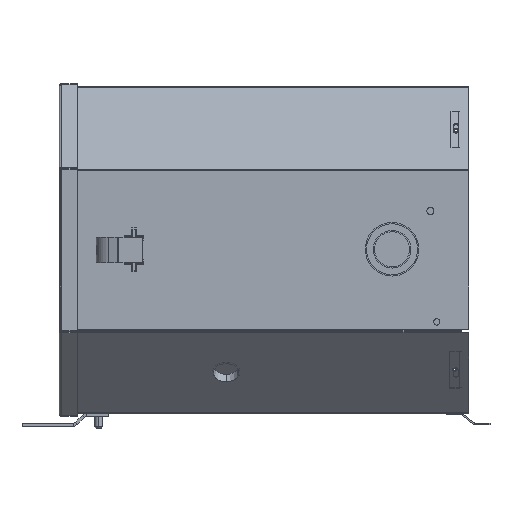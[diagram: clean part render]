
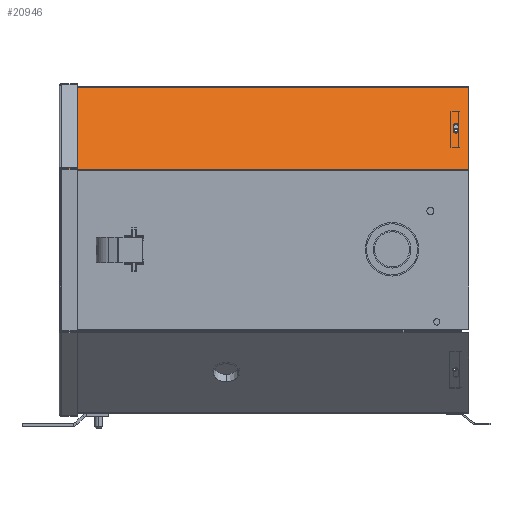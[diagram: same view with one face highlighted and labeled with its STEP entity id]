
A CAD part, left-side view. The second image highlights one B-rep face of the part: STEP entity #20946.
In plain terms, the highlighted planar face has unit normal (-0.707, 0, 0.707).
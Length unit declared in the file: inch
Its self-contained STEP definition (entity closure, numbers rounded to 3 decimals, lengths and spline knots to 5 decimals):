
#764 = CARTESIAN_POINT ( 'NONE',  ( -5.20526, -7.5, -1.44975 ) ) ;
#831 = CARTESIAN_POINT ( 'NONE',  ( -5.27155, -7.59375, -1.51604 ) ) ;
#1084 = CARTESIAN_POINT ( 'NONE',  ( -5.49252, -7.59375, -1.73701 ) ) ;
#1293 = CARTESIAN_POINT ( 'NONE',  ( -3.78416, -8., -0.02864 ) ) ;
#1307 = CARTESIAN_POINT ( 'NONE',  ( -6.97992, 8., -3.22441 ) ) ;
#1589 = CARTESIAN_POINT ( 'NONE',  ( -5.27155, -7.40625, -1.51604 ) ) ;
#1681 = CARTESIAN_POINT ( 'NONE',  ( -3.78416, 8., -0.02864 ) ) ;
#5361 = VERTEX_POINT ( 'NONE', #764 ) ;
#6039 = VERTEX_POINT ( 'NONE', #1681 ) ;
#6362 = VERTEX_POINT ( 'NONE', #1589 ) ;
#7172 = CIRCLE ( 'NONE', #21535, 0.09375 ) ;
#7383 = DIRECTION ( 'NONE',  ( -0.707, 0., 0.707 ) ) ;
#7385 = CARTESIAN_POINT ( 'NONE',  ( -1.88811, 0., 1.8674 ) ) ;
#7389 = PLANE ( 'NONE',  #7690 ) ;
#7393 = DIRECTION ( 'NONE',  ( 0.707, 0., 0.707 ) ) ;
#7690 = AXIS2_PLACEMENT_3D ( 'NONE', #7385, #7383, #7393 ) ;
#8032 = LINE ( 'NONE', #19797, #8035 ) ;
#8035 = VECTOR ( 'NONE', #19786, 39.37008 ) ;
#8036 = LINE ( 'NONE', #19806, #8041 ) ;
#8041 = VECTOR ( 'NONE', #19808, 39.37008 ) ;
#8045 = LINE ( 'NONE', #19826, #8071 ) ;
#8048 = LINE ( 'NONE', #19813, #8052 ) ;
#8052 = VECTOR ( 'NONE', #19814, 39.37008 ) ;
#8065 = CIRCLE ( 'NONE', #21601, 0.09375 ) ;
#8068 = LINE ( 'NONE', #19832, #8075 ) ;
#8069 = CIRCLE ( 'NONE', #21602, 0.09375 ) ;
#8071 = VECTOR ( 'NONE', #19811, 39.37008 ) ;
#8072 = LINE ( 'NONE', #19830, #8078 ) ;
#8075 = VECTOR ( 'NONE', #19825, 39.37008 ) ;
#8078 = VECTOR ( 'NONE', #19837, 39.37008 ) ;
#8878 = FACE_BOUND ( 'NONE', #15258, .T. ) ;
#8886 = FACE_OUTER_BOUND ( 'NONE', #15253, .T. ) ;
#10127 = VERTEX_POINT ( 'NONE', #1307 ) ;
#10137 = VERTEX_POINT ( 'NONE', #1293 ) ;
#10282 = VERTEX_POINT ( 'NONE', #1084 ) ;
#10450 = VERTEX_POINT ( 'NONE', #831 ) ;
#11913 = CARTESIAN_POINT ( 'NONE',  ( -5.27155, -7.5, -1.51604 ) ) ;
#11914 = DIRECTION ( 'NONE',  ( -0.707, 0., 0.707 ) ) ;
#11915 = DIRECTION ( 'NONE',  ( 0.707, 0., 0.707 ) ) ;
#12215 = CARTESIAN_POINT ( 'NONE',  ( -5.49252, -7.40625, -1.73701 ) ) ;
#12229 = CARTESIAN_POINT ( 'NONE',  ( -6.97992, -8., -3.22441 ) ) ;
#14830 = EDGE_CURVE ( 'NONE', #5361, #6362, #7172, .T. ) ;
#15069 = VERTEX_POINT ( 'NONE', #12215 ) ;
#15083 = VERTEX_POINT ( 'NONE', #12229 ) ;
#15253 = EDGE_LOOP ( 'NONE', ( #16617, #16616, #16615, #16614 ) ) ;
#15258 = EDGE_LOOP ( 'NONE', ( #16622, #16621, #16620, #16619, #16618 ) ) ;
#16614 = ORIENTED_EDGE ( 'NONE', *, *, #18227, .F. ) ;
#16615 = ORIENTED_EDGE ( 'NONE', *, *, #18213, .F. ) ;
#16616 = ORIENTED_EDGE ( 'NONE', *, *, #18211, .T. ) ;
#16617 = ORIENTED_EDGE ( 'NONE', *, *, #18217, .F. ) ;
#16618 = ORIENTED_EDGE ( 'NONE', *, *, #18226, .F. ) ;
#16619 = ORIENTED_EDGE ( 'NONE', *, *, #18225, .F. ) ;
#16620 = ORIENTED_EDGE ( 'NONE', *, *, #14830, .F. ) ;
#16621 = ORIENTED_EDGE ( 'NONE', *, *, #18224, .F. ) ;
#16622 = ORIENTED_EDGE ( 'NONE', *, *, #18223, .F. ) ;
#18211 = EDGE_CURVE ( 'NONE', #10137, #6039, #8032, .T. ) ;
#18213 = EDGE_CURVE ( 'NONE', #10127, #6039, #8036, .T. ) ;
#18217 = EDGE_CURVE ( 'NONE', #10137, #15083, #8048, .T. ) ;
#18223 = EDGE_CURVE ( 'NONE', #15069, #10282, #8065, .T. ) ;
#18224 = EDGE_CURVE ( 'NONE', #6362, #15069, #8045, .T. ) ;
#18225 = EDGE_CURVE ( 'NONE', #10450, #5361, #8069, .T. ) ;
#18226 = EDGE_CURVE ( 'NONE', #10282, #10450, #8068, .T. ) ;
#18227 = EDGE_CURVE ( 'NONE', #15083, #10127, #8072, .T. ) ;
#19786 = DIRECTION ( 'NONE',  ( 0., 1., 0. ) ) ;
#19797 = CARTESIAN_POINT ( 'NONE',  ( -3.78416, 0., -0.02864 ) ) ;
#19806 = CARTESIAN_POINT ( 'NONE',  ( -3.76951, 8., -0.014 ) ) ;
#19808 = DIRECTION ( 'NONE',  ( 0.707, 0., 0.707 ) ) ;
#19811 = DIRECTION ( 'NONE',  ( -0.707, 0., -0.707 ) ) ;
#19813 = CARTESIAN_POINT ( 'NONE',  ( -6.97992, -8., -3.22441 ) ) ;
#19814 = DIRECTION ( 'NONE',  ( -0.707, 0., -0.707 ) ) ;
#19825 = DIRECTION ( 'NONE',  ( 0.707, 0., 0.707 ) ) ;
#19826 = CARTESIAN_POINT ( 'NONE',  ( -5.49252, -7.40625, -1.73701 ) ) ;
#19827 = CARTESIAN_POINT ( 'NONE',  ( -5.49252, -7.5, -1.73701 ) ) ;
#19828 = DIRECTION ( 'NONE',  ( -0.707, 0., 0.707 ) ) ;
#19829 = DIRECTION ( 'NONE',  ( 0.707, 0., 0.707 ) ) ;
#19830 = CARTESIAN_POINT ( 'NONE',  ( -6.97992, 8., -3.22441 ) ) ;
#19832 = CARTESIAN_POINT ( 'NONE',  ( -5.49252, -7.59375, -1.73701 ) ) ;
#19833 = CARTESIAN_POINT ( 'NONE',  ( -5.27155, -7.5, -1.51604 ) ) ;
#19834 = DIRECTION ( 'NONE',  ( -0.707, 0., 0.707 ) ) ;
#19835 = DIRECTION ( 'NONE',  ( 0.707, 0., 0.707 ) ) ;
#19837 = DIRECTION ( 'NONE',  ( 0., 1., 0. ) ) ;
#20946 = ADVANCED_FACE ( 'NONE', ( #8878, #8886 ), #7389, .T. ) ;
#21535 = AXIS2_PLACEMENT_3D ( 'NONE', #11913, #11914, #11915 ) ;
#21601 = AXIS2_PLACEMENT_3D ( 'NONE', #19827, #19828, #19829 ) ;
#21602 = AXIS2_PLACEMENT_3D ( 'NONE', #19833, #19834, #19835 ) ;
